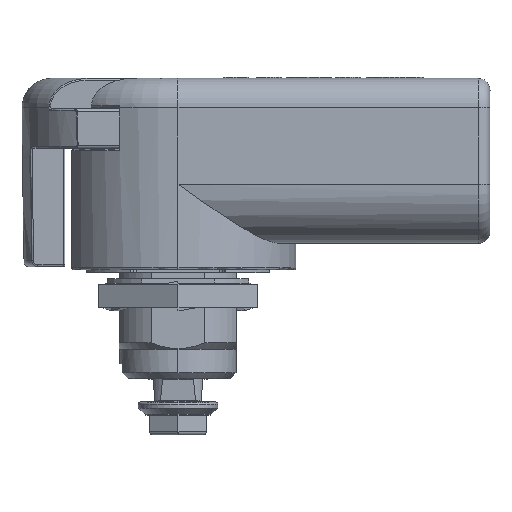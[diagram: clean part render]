
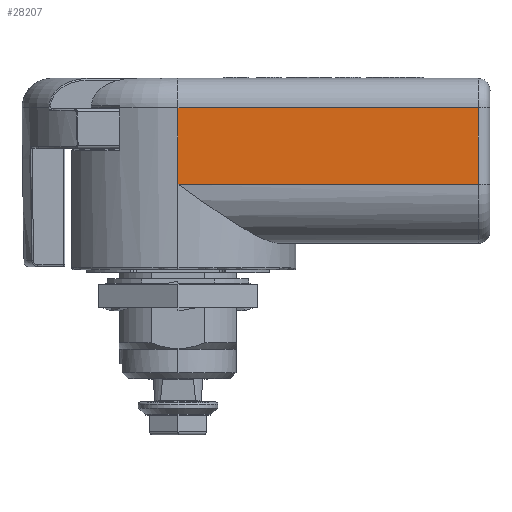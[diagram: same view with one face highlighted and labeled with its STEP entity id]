
A CAD part, left-side view. The second image highlights one B-rep face of the part: STEP entity #28207.
In plain terms, the highlighted face is planar.
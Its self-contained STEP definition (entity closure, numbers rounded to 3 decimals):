
#1640 = CARTESIAN_POINT ( 'NONE',  ( 20., 0., 0. ) ) ;
#4655 = EDGE_CURVE ( 'NONE', #47235, #47629, #14856, .T. ) ;
#6832 = ORIENTED_EDGE ( 'NONE', *, *, #4655, .T. ) ;
#7089 = EDGE_CURVE ( 'NONE', #47235, #25090, #40644, .T. ) ;
#7601 = DIRECTION ( 'NONE',  ( 0., 0., -1. ) ) ;
#9445 = ORIENTED_EDGE ( 'NONE', *, *, #7089, .F. ) ;
#14856 = LINE ( 'NONE', #32219, #37764 ) ;
#15696 = VERTEX_POINT ( 'NONE', #40047 ) ;
#16256 = ORIENTED_EDGE ( 'NONE', *, *, #25228, .F. ) ;
#21616 = CARTESIAN_POINT ( 'NONE',  ( 20., 53.156, 14.5 ) ) ;
#23218 = CARTESIAN_POINT ( 'NONE',  ( 20., 51., 14.5 ) ) ;
#25090 = VERTEX_POINT ( 'NONE', #23218 ) ;
#25228 = EDGE_CURVE ( 'NONE', #15696, #47629, #35762, .T. ) ;
#25300 = LINE ( 'NONE', #21616, #58702 ) ;
#28207 = ADVANCED_FACE ( 'NONE', ( #37626 ), #30008, .T. ) ;
#30008 = PLANE ( 'NONE',  #52450 ) ;
#31752 = CARTESIAN_POINT ( 'NONE',  ( 20., 51., 27.654 ) ) ;
#32219 = CARTESIAN_POINT ( 'NONE',  ( 20., 0., 27.5 ) ) ;
#32707 = EDGE_CURVE ( 'NONE', #25090, #15696, #25300, .T. ) ;
#34049 = DIRECTION ( 'NONE',  ( 0., 0., 1. ) ) ;
#34409 = DIRECTION ( 'NONE',  ( 0., 0., -1. ) ) ;
#35449 = DIRECTION ( 'NONE',  ( 0., -1., 0. ) ) ;
#35762 = LINE ( 'NONE', #1640, #47815 ) ;
#36373 = VECTOR ( 'NONE', #7601, 1000. ) ;
#36621 = EDGE_LOOP ( 'NONE', ( #6832, #16256, #53832, #9445 ) ) ;
#37626 = FACE_OUTER_BOUND ( 'NONE', #36621, .T. ) ;
#37764 = VECTOR ( 'NONE', #45747, 1000. ) ;
#40047 = CARTESIAN_POINT ( 'NONE',  ( 20., 0., 14.5 ) ) ;
#40644 = LINE ( 'NONE', #31752, #36373 ) ;
#45747 = DIRECTION ( 'NONE',  ( 0., -1., 0. ) ) ;
#47235 = VERTEX_POINT ( 'NONE', #47934 ) ;
#47629 = VERTEX_POINT ( 'NONE', #52942 ) ;
#47815 = VECTOR ( 'NONE', #34049, 1000. ) ;
#47934 = CARTESIAN_POINT ( 'NONE',  ( 20., 51., 27.5 ) ) ;
#48108 = CARTESIAN_POINT ( 'NONE',  ( 20., 0., 32.5 ) ) ;
#52274 = DIRECTION ( 'NONE',  ( 1., 0., 0. ) ) ;
#52450 = AXIS2_PLACEMENT_3D ( 'NONE', #48108, #52274, #34409 ) ;
#52942 = CARTESIAN_POINT ( 'NONE',  ( 20., 0., 27.5 ) ) ;
#53832 = ORIENTED_EDGE ( 'NONE', *, *, #32707, .F. ) ;
#58702 = VECTOR ( 'NONE', #35449, 1000. ) ;
